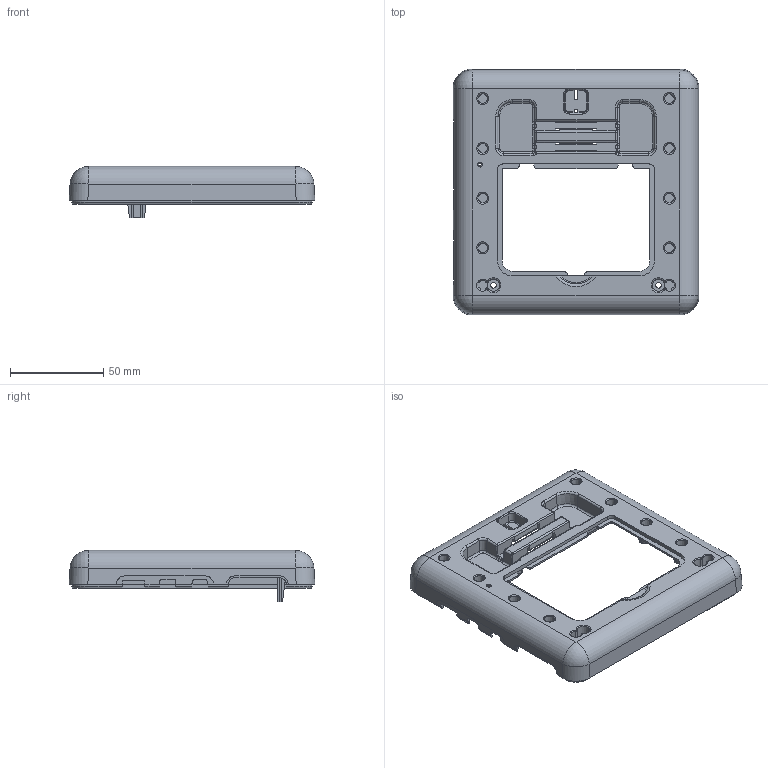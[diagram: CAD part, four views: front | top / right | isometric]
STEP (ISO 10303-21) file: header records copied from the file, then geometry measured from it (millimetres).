
FILE_DESCRIPTION (( 'STEP AP203' ), '1' );
FILE_NAME ('13766-4001-R4_BACK_CASE.STEP', '2013-10-09T22:57:42', ( '' ), ( '' ), 'SwSTEP 2.0', 'SolidWorks 2013', '' );
FILE_SCHEMA (( 'CONFIG_CONTROL_DESIGN' ));
Length unit declared in the file: millimetre
Products named in the file (1): 13766-4001-R4_BACK_CASE
Bounding box: 131.64 x 131.64 x 27.5 mm (x, y, z)
Volume: 47538.9 mm3; surface area: 52095.4 mm2
Topology: 1 solids, 1 shells, 958 faces, 2677 edges, 1717 vertices
Faces by surface type: plane 547, cylinder 126, cone 117, torus 90, bspline 62, sphere 16
Entity records: 37432 total; most frequent: CARTESIAN_POINT 13734, ORIENTED_EDGE 5342, DIRECTION 4540, EDGE_CURVE 2671, VERTEX_POINT 1717, AXIS2_PLACEMENT_3D 1518, VECTOR 1504, LINE 1504
